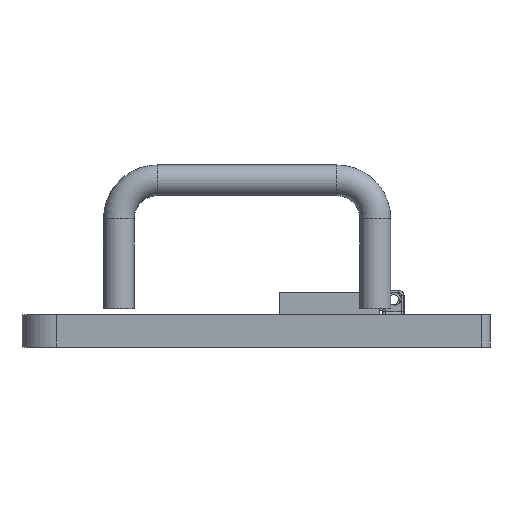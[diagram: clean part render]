
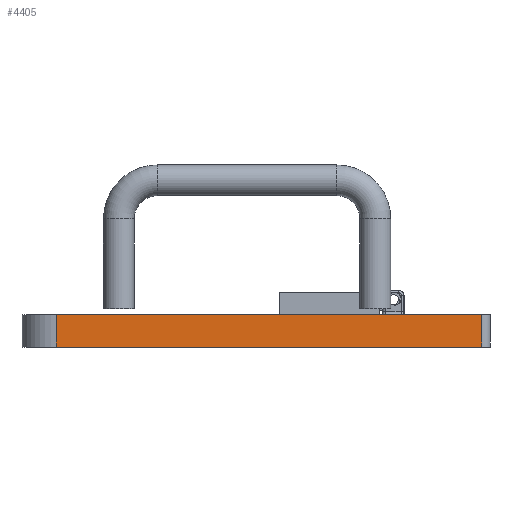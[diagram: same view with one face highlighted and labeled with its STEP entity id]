
A CAD part, left-side view. The second image highlights one B-rep face of the part: STEP entity #4405.
In plain terms, the highlighted planar face has unit normal (-1, 0, 0).
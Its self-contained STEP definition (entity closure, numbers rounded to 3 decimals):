
#426=FACE_OUTER_BOUND('',#717,.T.);
#717=EDGE_LOOP('',(#3661,#3662,#3663,#3664));
#974=LINE('',#6460,#1485);
#1197=LINE('',#6987,#1708);
#1198=LINE('',#6990,#1709);
#1199=LINE('',#6991,#1710);
#1485=VECTOR('',#5224,82.938);
#1708=VECTOR('',#5685,6.35);
#1709=VECTOR('',#5688,82.938);
#1710=VECTOR('',#5689,6.35);
#1977=VERTEX_POINT('',#6457);
#1978=VERTEX_POINT('',#6459);
#2163=VERTEX_POINT('',#6985);
#2164=VERTEX_POINT('',#6989);
#2437=EDGE_CURVE('',#1978,#1977,#974,.T.);
#2693=EDGE_CURVE('',#2163,#1977,#1197,.T.);
#2694=EDGE_CURVE('',#2164,#2163,#1198,.T.);
#2695=EDGE_CURVE('',#1978,#2164,#1199,.F.);
#3661=ORIENTED_EDGE('',*,*,#2437,.T.);
#3662=ORIENTED_EDGE('',*,*,#2693,.F.);
#3663=ORIENTED_EDGE('',*,*,#2694,.F.);
#3664=ORIENTED_EDGE('',*,*,#2695,.F.);
#4181=PLANE('',#4755);
#4405=ADVANCED_FACE('',(#426),#4181,.F.);
#4755=AXIS2_PLACEMENT_3D('',#6988,#5686,#5687);
#5224=DIRECTION('',(0.,1.,0.));
#5685=DIRECTION('',(0.,0.,1.));
#5686=DIRECTION('center_axis',(1.,0.,0.));
#5687=DIRECTION('ref_axis',(0.,0.,-1.));
#5688=DIRECTION('',(0.,1.,0.));
#5689=DIRECTION('',(0.,0.,1.));
#6457=CARTESIAN_POINT('',(-530.587,566.173,-77.851));
#6459=CARTESIAN_POINT('',(-530.587,483.235,-77.851));
#6460=CARTESIAN_POINT('',(-530.587,483.235,-77.851));
#6985=CARTESIAN_POINT('',(-530.587,566.173,-84.201));
#6987=CARTESIAN_POINT('',(-530.587,566.173,-84.201));
#6988=CARTESIAN_POINT('Origin',(-530.587,0.,
-84.201));
#6989=CARTESIAN_POINT('',(-530.587,483.235,-84.201));
#6990=CARTESIAN_POINT('',(-530.587,483.235,-84.201));
#6991=CARTESIAN_POINT('',(-530.587,483.235,-84.201));
